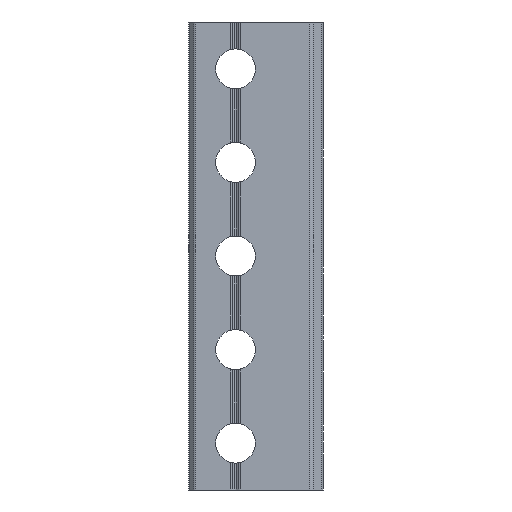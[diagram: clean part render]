
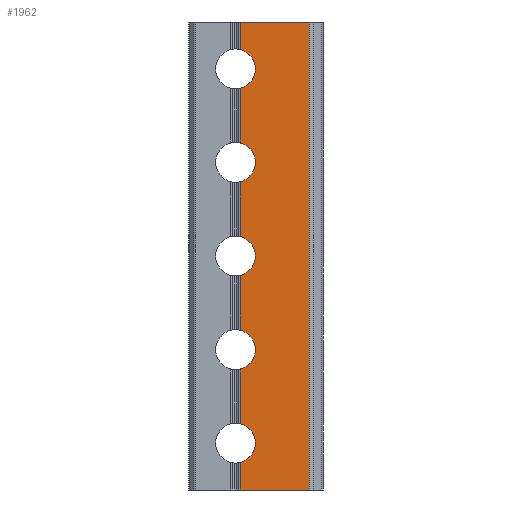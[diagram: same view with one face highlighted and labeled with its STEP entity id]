
A CAD part, front view. The second image highlights one B-rep face of the part: STEP entity #1962.
In plain terms, the highlighted planar face has unit normal (0, -1, 0).
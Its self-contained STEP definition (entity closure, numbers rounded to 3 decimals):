
#12 = DIRECTION ( 'NONE',  ( 0., 0., -1. ) ) ;
#28 = VECTOR ( 'NONE', #3872, 1000. ) ;
#57 = VERTEX_POINT ( 'NONE', #3566 ) ;
#62 = EDGE_CURVE ( 'NONE', #4748, #6498, #1028, .T. ) ;
#181 = EDGE_CURVE ( 'NONE', #4248, #4785, #685, .T. ) ;
#254 = CARTESIAN_POINT ( 'NONE',  ( 4.388, 0., -6.345 ) ) ;
#262 = LINE ( 'NONE', #4794, #5563 ) ;
#337 = CARTESIAN_POINT ( 'NONE',  ( 4.388, 0., 4. ) ) ;
#388 = DIRECTION ( 'NONE',  ( 0., -1., 0. ) ) ;
#408 = CARTESIAN_POINT ( 'NONE',  ( 4.388, 0., 20. ) ) ;
#435 = VERTEX_POINT ( 'NONE', #254 ) ;
#461 = ORIENTED_EDGE ( 'NONE', *, *, #2597, .T. ) ;
#603 = VECTOR ( 'NONE', #1561, 1000. ) ;
#611 = CARTESIAN_POINT ( 'NONE',  ( 4.388, 0., -1.655 ) ) ;
#616 = CIRCLE ( 'NONE', #2140, 1.7 ) ;
#658 = CARTESIAN_POINT ( 'NONE',  ( 4.388, 0., 6.345 ) ) ;
#685 = LINE ( 'NONE', #4708, #4742 ) ;
#805 = DIRECTION ( 'NONE',  ( 0., -1., 0. ) ) ;
#809 = AXIS2_PLACEMENT_3D ( 'NONE', #6171, #2997, #2501 ) ;
#864 = EDGE_CURVE ( 'NONE', #4309, #1218, #616, .T. ) ;
#948 = FACE_OUTER_BOUND ( 'NONE', #5635, .T. ) ;
#987 = CARTESIAN_POINT ( 'NONE',  ( 11.5, 0., 4. ) ) ;
#1017 = CARTESIAN_POINT ( 'NONE',  ( 4.388, 0., 4. ) ) ;
#1028 = CIRCLE ( 'NONE', #6691, 1.7 ) ;
#1153 = VECTOR ( 'NONE', #2838, 1000. ) ;
#1218 = VERTEX_POINT ( 'NONE', #1799 ) ;
#1422 = EDGE_CURVE ( 'NONE', #3230, #57, #3764, .T. ) ;
#1497 = CIRCLE ( 'NONE', #4488, 1.7 ) ;
#1559 = VERTEX_POINT ( 'NONE', #3172 ) ;
#1561 = DIRECTION ( 'NONE',  ( 0., 0., -1. ) ) ;
#1799 = CARTESIAN_POINT ( 'NONE',  ( 4.388, 0., 9.655 ) ) ;
#1962 = ADVANCED_FACE ( 'NONE', ( #948 ), #2064, .F. ) ;
#2053 = ORIENTED_EDGE ( 'NONE', *, *, #1422, .T. ) ;
#2064 = PLANE ( 'NONE',  #3091 ) ;
#2140 = AXIS2_PLACEMENT_3D ( 'NONE', #2293, #2828, #6512 ) ;
#2221 = DIRECTION ( 'NONE',  ( 0., 0., 1. ) ) ;
#2293 = CARTESIAN_POINT ( 'NONE',  ( 4., 0., 8. ) ) ;
#2439 = ORIENTED_EDGE ( 'NONE', *, *, #2681, .T. ) ;
#2476 = CARTESIAN_POINT ( 'NONE',  ( 4., 0., 0. ) ) ;
#2501 = DIRECTION ( 'NONE',  ( 0., 0., -1. ) ) ;
#2597 = EDGE_CURVE ( 'NONE', #5910, #5148, #3531, .T. ) ;
#2632 = EDGE_CURVE ( 'NONE', #3230, #4785, #6822, .T. ) ;
#2651 = VECTOR ( 'NONE', #12, 1000. ) ;
#2671 = LINE ( 'NONE', #5906, #6713 ) ;
#2681 = EDGE_CURVE ( 'NONE', #57, #6115, #5675, .T. ) ;
#2725 = DIRECTION ( 'NONE',  ( 0., 0., -1. ) ) ;
#2741 = CARTESIAN_POINT ( 'NONE',  ( 4.388, 0., -17.655 ) ) ;
#2752 = CARTESIAN_POINT ( 'NONE',  ( 4.388, 0., -9.655 ) ) ;
#2828 = DIRECTION ( 'NONE',  ( 0., -1., 0. ) ) ;
#2838 = DIRECTION ( 'NONE',  ( 0., 0., -1. ) ) ;
#2853 = ORIENTED_EDGE ( 'NONE', *, *, #6384, .T. ) ;
#2888 = ORIENTED_EDGE ( 'NONE', *, *, #3065, .T. ) ;
#2945 = ORIENTED_EDGE ( 'NONE', *, *, #4271, .F. ) ;
#2997 = DIRECTION ( 'NONE',  ( 0., -1., 0. ) ) ;
#3065 = EDGE_CURVE ( 'NONE', #1559, #1218, #4804, .T. ) ;
#3091 = AXIS2_PLACEMENT_3D ( 'NONE', #987, #5695, #5125 ) ;
#3172 = CARTESIAN_POINT ( 'NONE',  ( 4.388, 0., 14.345 ) ) ;
#3185 = CARTESIAN_POINT ( 'NONE',  ( 4.388, 0., 4. ) ) ;
#3230 = VERTEX_POINT ( 'NONE', #2741 ) ;
#3235 = ORIENTED_EDGE ( 'NONE', *, *, #5144, .T. ) ;
#3305 = CARTESIAN_POINT ( 'NONE',  ( 10.293, 0., 20. ) ) ;
#3475 = ORIENTED_EDGE ( 'NONE', *, *, #2632, .F. ) ;
#3498 = DIRECTION ( 'NONE',  ( 0., 0., -1. ) ) ;
#3531 = LINE ( 'NONE', #1017, #603 ) ;
#3566 = CARTESIAN_POINT ( 'NONE',  ( 4.388, 0., -20. ) ) ;
#3667 = DIRECTION ( 'NONE',  ( 0., -1., 0. ) ) ;
#3687 = DIRECTION ( 'NONE',  ( 0., 0., -1. ) ) ;
#3764 = LINE ( 'NONE', #337, #4807 ) ;
#3852 = CARTESIAN_POINT ( 'NONE',  ( 4., 0., -16. ) ) ;
#3872 = DIRECTION ( 'NONE',  ( 1., 0., 0. ) ) ;
#3995 = CARTESIAN_POINT ( 'NONE',  ( 4., 0., -8. ) ) ;
#4041 = DIRECTION ( 'NONE',  ( 0., 0., -1. ) ) ;
#4061 = LINE ( 'NONE', #5902, #1153 ) ;
#4149 = ORIENTED_EDGE ( 'NONE', *, *, #864, .F. ) ;
#4209 = LINE ( 'NONE', #5863, #2651 ) ;
#4248 = VERTEX_POINT ( 'NONE', #2752 ) ;
#4271 = EDGE_CURVE ( 'NONE', #5910, #6606, #262, .T. ) ;
#4309 = VERTEX_POINT ( 'NONE', #658 ) ;
#4435 = CARTESIAN_POINT ( 'NONE',  ( 11.5, 0., -20. ) ) ;
#4488 = AXIS2_PLACEMENT_3D ( 'NONE', #3995, #805, #4041 ) ;
#4708 = CARTESIAN_POINT ( 'NONE',  ( 4.388, 0., 4. ) ) ;
#4742 = VECTOR ( 'NONE', #6319, 1000. ) ;
#4748 = VERTEX_POINT ( 'NONE', #611 ) ;
#4785 = VERTEX_POINT ( 'NONE', #6499 ) ;
#4794 = CARTESIAN_POINT ( 'NONE',  ( 11.5, 0., 20. ) ) ;
#4804 = LINE ( 'NONE', #3185, #6065 ) ;
#4807 = VECTOR ( 'NONE', #3498, 1000. ) ;
#4821 = CARTESIAN_POINT ( 'NONE',  ( 4.388, 0., 17.655 ) ) ;
#4895 = ORIENTED_EDGE ( 'NONE', *, *, #181, .T. ) ;
#5072 = ORIENTED_EDGE ( 'NONE', *, *, #5401, .F. ) ;
#5125 = DIRECTION ( 'NONE',  ( -1., 0., 0. ) ) ;
#5144 = EDGE_CURVE ( 'NONE', #6115, #6606, #2671, .T. ) ;
#5148 = VERTEX_POINT ( 'NONE', #4821 ) ;
#5293 = CIRCLE ( 'NONE', #809, 1.7 ) ;
#5300 = CARTESIAN_POINT ( 'NONE',  ( 4.388, 0., 1.655 ) ) ;
#5391 = AXIS2_PLACEMENT_3D ( 'NONE', #3852, #3667, #2725 ) ;
#5401 = EDGE_CURVE ( 'NONE', #4248, #435, #1497, .T. ) ;
#5563 = VECTOR ( 'NONE', #5886, 1000. ) ;
#5635 = EDGE_LOOP ( 'NONE', ( #461, #5727, #2888, #4149, #6515, #5661, #2853, #5072, #4895, #3475, #2053, #2439, #3235, #2945 ) ) ;
#5661 = ORIENTED_EDGE ( 'NONE', *, *, #62, .F. ) ;
#5675 = LINE ( 'NONE', #4435, #28 ) ;
#5695 = DIRECTION ( 'NONE',  ( 0., 1., 0. ) ) ;
#5727 = ORIENTED_EDGE ( 'NONE', *, *, #5843, .F. ) ;
#5843 = EDGE_CURVE ( 'NONE', #1559, #5148, #5293, .T. ) ;
#5863 = CARTESIAN_POINT ( 'NONE',  ( 4.388, 0., 4. ) ) ;
#5886 = DIRECTION ( 'NONE',  ( 1., 0., 0. ) ) ;
#5902 = CARTESIAN_POINT ( 'NONE',  ( 4.388, 0., 4. ) ) ;
#5906 = CARTESIAN_POINT ( 'NONE',  ( 10.293, 0., 20. ) ) ;
#5910 = VERTEX_POINT ( 'NONE', #408 ) ;
#6065 = VECTOR ( 'NONE', #3687, 1000. ) ;
#6115 = VERTEX_POINT ( 'NONE', #6531 ) ;
#6121 = DIRECTION ( 'NONE',  ( 0., 0., -1. ) ) ;
#6171 = CARTESIAN_POINT ( 'NONE',  ( 4., 0., 16. ) ) ;
#6319 = DIRECTION ( 'NONE',  ( 0., 0., -1. ) ) ;
#6384 = EDGE_CURVE ( 'NONE', #4748, #435, #4209, .T. ) ;
#6498 = VERTEX_POINT ( 'NONE', #5300 ) ;
#6499 = CARTESIAN_POINT ( 'NONE',  ( 4.388, 0., -14.345 ) ) ;
#6512 = DIRECTION ( 'NONE',  ( 0., 0., -1. ) ) ;
#6515 = ORIENTED_EDGE ( 'NONE', *, *, #6544, .T. ) ;
#6531 = CARTESIAN_POINT ( 'NONE',  ( 10.293, 0., -20. ) ) ;
#6544 = EDGE_CURVE ( 'NONE', #4309, #6498, #4061, .T. ) ;
#6606 = VERTEX_POINT ( 'NONE', #3305 ) ;
#6691 = AXIS2_PLACEMENT_3D ( 'NONE', #2476, #388, #6121 ) ;
#6713 = VECTOR ( 'NONE', #2221, 1000. ) ;
#6822 = CIRCLE ( 'NONE', #5391, 1.7 ) ;
